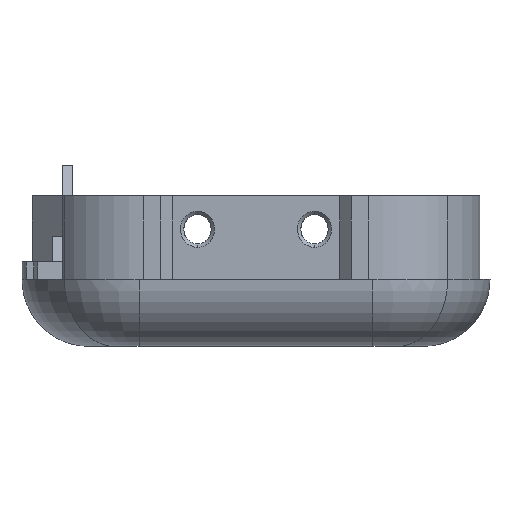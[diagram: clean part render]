
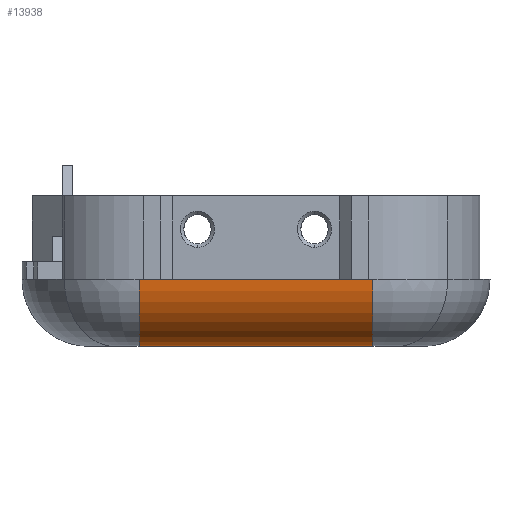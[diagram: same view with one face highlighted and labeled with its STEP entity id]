
A CAD part, front view. The second image highlights one B-rep face of the part: STEP entity #13938.
In plain terms, the highlighted cylindrical face has radius 10 mm (diameter 20 mm), a partial arc.
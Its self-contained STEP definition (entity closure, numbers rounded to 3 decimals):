
#722 = AXIS2_PLACEMENT_3D ( 'NONE', #21029, #19410, #7938 ) ;
#1710 = VERTEX_POINT ( 'NONE', #6012 ) ;
#1875 = DIRECTION ( 'NONE',  ( -1., 0., 0. ) ) ;
#2181 = ORIENTED_EDGE ( 'NONE', *, *, #3847, .F. ) ;
#2235 = ORIENTED_EDGE ( 'NONE', *, *, #11410, .F. ) ;
#3847 = EDGE_CURVE ( 'NONE', #12743, #17708, #15721, .T. ) ;
#4871 = ORIENTED_EDGE ( 'NONE', *, *, #7376, .T. ) ;
#4966 = CARTESIAN_POINT ( 'NONE',  ( 17.468, -32.901, 10. ) ) ;
#5548 = VERTEX_POINT ( 'NONE', #9971 ) ;
#6012 = CARTESIAN_POINT ( 'NONE',  ( -17.468, -32.901, 0. ) ) ;
#6622 = VECTOR ( 'NONE', #1875, 1000. ) ;
#7376 = EDGE_CURVE ( 'NONE', #5548, #17708, #20994, .T. ) ;
#7938 = DIRECTION ( 'NONE',  ( 0., 0., -1. ) ) ;
#8492 = DIRECTION ( 'NONE',  ( 0., 0., -1. ) ) ;
#9225 = CARTESIAN_POINT ( 'NONE',  ( -22.5, -42.901, 10. ) ) ;
#9557 = DIRECTION ( 'NONE',  ( 1., 0., 0. ) ) ;
#9971 = CARTESIAN_POINT ( 'NONE',  ( 17.468, -32.901, 0. ) ) ;
#10280 = AXIS2_PLACEMENT_3D ( 'NONE', #4966, #16220, #11577 ) ;
#11410 = EDGE_CURVE ( 'NONE', #5548, #1710, #15399, .T. ) ;
#11577 = DIRECTION ( 'NONE',  ( 0., 0., 1. ) ) ;
#12743 = VERTEX_POINT ( 'NONE', #19272 ) ;
#13282 = FACE_OUTER_BOUND ( 'NONE', #14230, .T. ) ;
#13863 = CIRCLE ( 'NONE', #722, 10. ) ;
#13938 = ADVANCED_FACE ( 'NONE', ( #13282 ), #18443, .T. ) ;
#14230 = EDGE_LOOP ( 'NONE', ( #2181, #17780, #2235, #4871 ) ) ;
#14590 = AXIS2_PLACEMENT_3D ( 'NONE', #15312, #16815, #8492 ) ;
#15312 = CARTESIAN_POINT ( 'NONE',  ( -22.5, -32.901, 10. ) ) ;
#15399 = LINE ( 'NONE', #20040, #6622 ) ;
#15721 = LINE ( 'NONE', #9225, #19177 ) ;
#16220 = DIRECTION ( 'NONE',  ( -1., 0., 0. ) ) ;
#16815 = DIRECTION ( 'NONE',  ( 1., 0., 0. ) ) ;
#17708 = VERTEX_POINT ( 'NONE', #19298 ) ;
#17780 = ORIENTED_EDGE ( 'NONE', *, *, #19190, .T. ) ;
#18443 = CYLINDRICAL_SURFACE ( 'NONE', #14590, 10. ) ;
#19177 = VECTOR ( 'NONE', #9557, 1000. ) ;
#19190 = EDGE_CURVE ( 'NONE', #12743, #1710, #13863, .T. ) ;
#19272 = CARTESIAN_POINT ( 'NONE',  ( -17.468, -42.901, 10. ) ) ;
#19298 = CARTESIAN_POINT ( 'NONE',  ( 17.468, -42.901, 10. ) ) ;
#19410 = DIRECTION ( 'NONE',  ( 1., 0., 0. ) ) ;
#20040 = CARTESIAN_POINT ( 'NONE',  ( -10., -32.901, 0. ) ) ;
#20994 = CIRCLE ( 'NONE', #10280, 10. ) ;
#21029 = CARTESIAN_POINT ( 'NONE',  ( -17.468, -32.901, 10. ) ) ;
